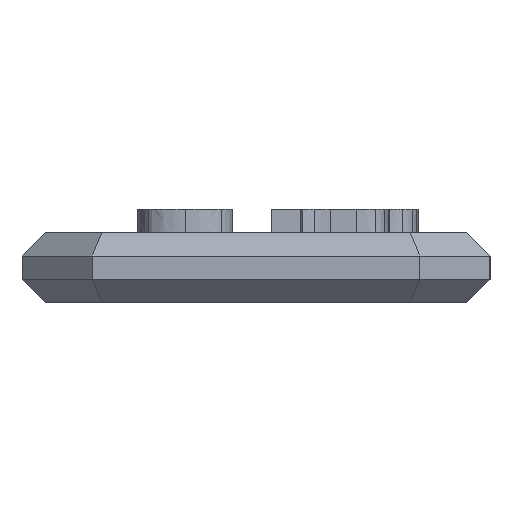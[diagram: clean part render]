
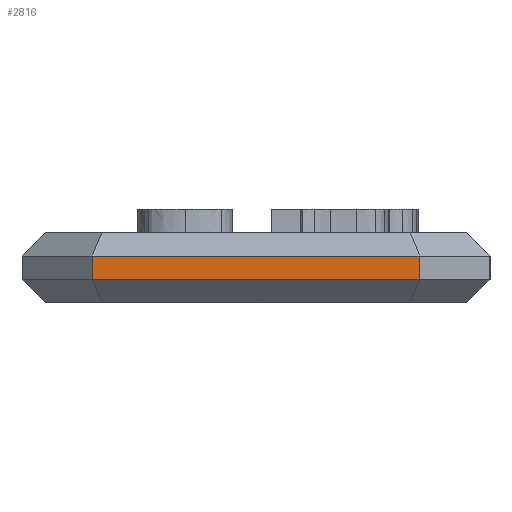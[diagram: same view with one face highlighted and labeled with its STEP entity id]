
A CAD part, left-side view. The second image highlights one B-rep face of the part: STEP entity #2816.
In plain terms, the highlighted planar face has unit normal (-1, 0, 0).
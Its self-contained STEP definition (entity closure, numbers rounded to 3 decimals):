
#2816=ADVANCED_FACE('',(#6062),#6064,.T.);
#6062=FACE_BOUND('',#6063,.T.);
#6063=EDGE_LOOP('',(#9080,#9081,#9082,#9083));
#6064=PLANE('',#6065);
#6065=AXIS2_PLACEMENT_3D('',#6066,#6067,#6068);
#6066=CARTESIAN_POINT('',(-30.,10.,0.));
#6067=DIRECTION('',(-1.,0.,0.));
#6068=DIRECTION('',(0.,-1.,0.));
#9080=ORIENTED_EDGE('',*,*,#10506,.T.);
#9081=ORIENTED_EDGE('',*,*,#11108,.T.);
#9082=ORIENTED_EDGE('',*,*,#10531,.F.);
#9083=ORIENTED_EDGE('',*,*,#11109,.F.);
#10506=EDGE_CURVE('',#12046,#12047,#12048,.T.);
#10531=EDGE_CURVE('',#12081,#12084,#12085,.T.);
#11108=EDGE_CURVE('',#12047,#12084,#12949,.T.);
#11109=EDGE_CURVE('',#12046,#12081,#12950,.T.);
#12046=VERTEX_POINT('',#14713);
#12047=VERTEX_POINT('',#14714);
#12048=LINE('',#14715,#14716);
#12081=VERTEX_POINT('',#14794);
#12084=VERTEX_POINT('',#14801);
#12085=LINE('',#14802,#14803);
#12949=LINE('',#16820,#16821);
#12950=LINE('',#16823,#16824);
#14713=CARTESIAN_POINT('',(-30.,7.,1.));
#14714=CARTESIAN_POINT('',(-30.,-7.,1.));
#14715=CARTESIAN_POINT('',(-30.,7.,1.));
#14716=VECTOR('',#14717,1.);
#14717=DIRECTION('',(0.,-1.,0.));
#14794=CARTESIAN_POINT('',(-30.,7.,2.));
#14801=CARTESIAN_POINT('',(-30.,-7.,2.));
#14802=CARTESIAN_POINT('',(-30.,7.,2.));
#14803=VECTOR('',#14804,1.);
#14804=DIRECTION('',(0.,-1.,0.));
#16820=CARTESIAN_POINT('',(-30.,-7.,1.));
#16821=VECTOR('',#16822,1.);
#16822=DIRECTION('',(0.,0.,1.));
#16823=CARTESIAN_POINT('',(-30.,7.,1.));
#16824=VECTOR('',#16825,1.);
#16825=DIRECTION('',(0.,0.,1.));
